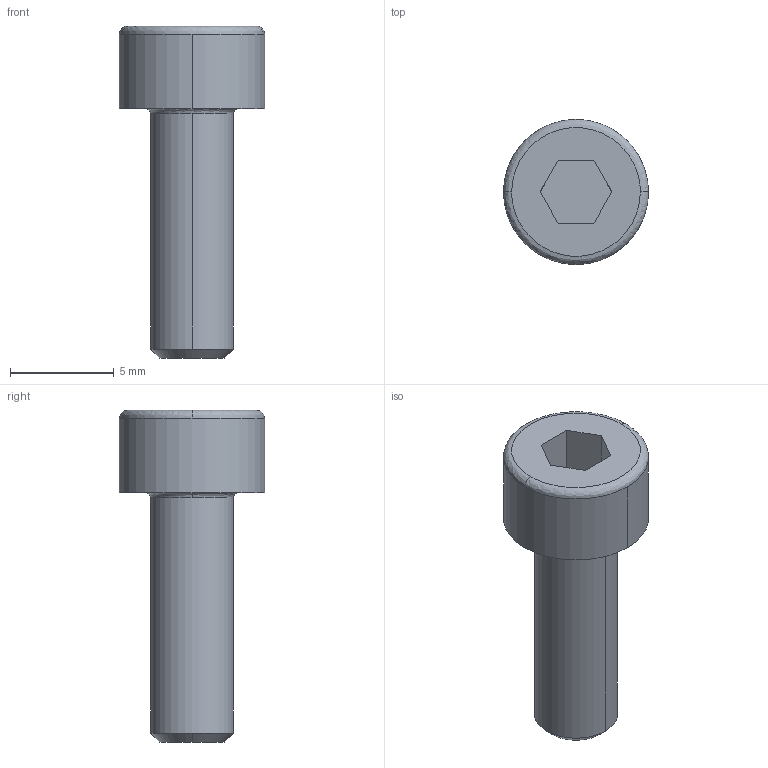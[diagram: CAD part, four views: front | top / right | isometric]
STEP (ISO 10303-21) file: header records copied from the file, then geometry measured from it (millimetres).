
FILE_DESCRIPTION (( 'STEP AP214' ), '1' );
FILE_NAME ('01_02_14-cylinder_screw_M4x12-DIN912.step', '2017-07-24T22:48:06', ( '' ), ( '' ), 'SwSTEP 2.0', 'SolidWorks 2016', '' );
FILE_SCHEMA (( 'AUTOMOTIVE_DESIGN' ));
Length unit declared in the file: millimetre
Products named in the file (1): 01_02_14-cylinder_screw_M4x12-DIN912
Bounding box: 7 x 7 x 16 mm (x, y, z)
Volume: 279.6 mm3; surface area: 341.6 mm2
Topology: 1 solids, 2 shells, 24 faces, 56 edges, 36 vertices
Faces by surface type: plane 10, bspline 8, cylinder 4, cone 2
Entity records: 1154 total; most frequent: CARTESIAN_POINT 317, DIRECTION 114, ORIENTED_EDGE 112, EDGE_CURVE 56, AXIS2_PLACEMENT_3D 45, VERTEX_POINT 36, CIRCLE 28, UNCERTAINTY_MEASURE_WITH_UNIT 27
